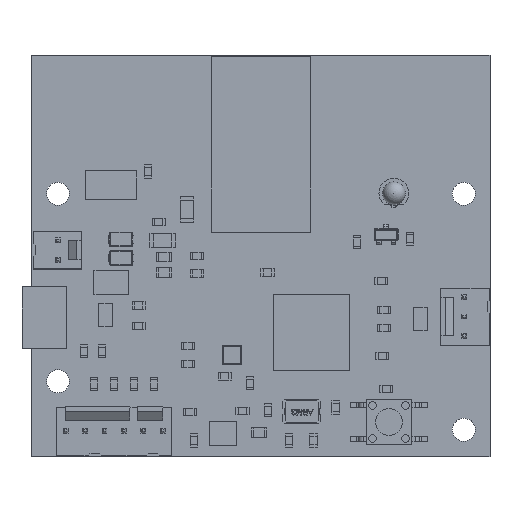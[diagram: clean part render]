
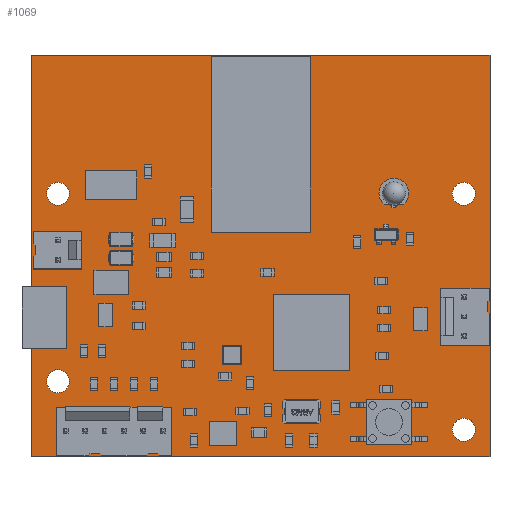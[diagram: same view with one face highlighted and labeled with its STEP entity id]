
A CAD part, top view. The second image highlights one B-rep face of the part: STEP entity #1069.
In plain terms, the highlighted planar face has unit normal (0, 0, 1).
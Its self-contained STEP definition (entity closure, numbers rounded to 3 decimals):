
#328 = VERTEX_POINT('',#329);
#329 = CARTESIAN_POINT('',(0.,0.,0.411));
#335 = EDGE_CURVE('',#328,#336,#338,.T.);
#336 = VERTEX_POINT('',#337);
#337 = CARTESIAN_POINT('',(59.944,0.,0.411));
#338 = LINE('',#339,#340);
#339 = CARTESIAN_POINT('',(0.,0.,0.411));
#340 = VECTOR('',#341,1.);
#341 = DIRECTION('',(1.,0.,0.));
#366 = EDGE_CURVE('',#336,#367,#369,.T.);
#367 = VERTEX_POINT('',#368);
#368 = CARTESIAN_POINT('',(59.944,52.578,0.411));
#369 = LINE('',#370,#371);
#370 = CARTESIAN_POINT('',(59.944,0.,0.411));
#371 = VECTOR('',#372,1.);
#372 = DIRECTION('',(0.,1.,0.));
#397 = EDGE_CURVE('',#367,#398,#400,.T.);
#398 = VERTEX_POINT('',#399);
#399 = CARTESIAN_POINT('',(0.,52.578,0.411));
#400 = LINE('',#401,#402);
#401 = CARTESIAN_POINT('',(59.944,52.578,0.411));
#402 = VECTOR('',#403,1.);
#403 = DIRECTION('',(-1.,0.,0.));
#428 = EDGE_CURVE('',#398,#328,#429,.T.);
#429 = LINE('',#430,#431);
#430 = CARTESIAN_POINT('',(0.,52.578,0.411));
#431 = VECTOR('',#432,1.);
#432 = DIRECTION('',(0.,-1.,0.));
#452 = VERTEX_POINT('',#453);
#453 = CARTESIAN_POINT('',(7.495,3.429,0.411));
#459 = EDGE_CURVE('',#452,#452,#460,.T.);
#460 = CIRCLE('',#461,0.51);
#461 = AXIS2_PLACEMENT_3D('',#462,#463,#464);
#462 = CARTESIAN_POINT('',(6.985,3.429,0.411));
#463 = DIRECTION('',(0.,0.,1.));
#464 = DIRECTION('',(1.,0.,0.));
#485 = VERTEX_POINT('',#486);
#486 = CARTESIAN_POINT('',(4.955,3.429,0.411));
#492 = EDGE_CURVE('',#485,#485,#493,.T.);
#493 = CIRCLE('',#494,0.51);
#494 = AXIS2_PLACEMENT_3D('',#495,#496,#497);
#495 = CARTESIAN_POINT('',(4.445,3.429,0.411));
#496 = DIRECTION('',(0.,0.,1.));
#497 = DIRECTION('',(1.,0.,0.));
#518 = VERTEX_POINT('',#519);
#519 = CARTESIAN_POINT('',(12.575,3.429,0.411));
#525 = EDGE_CURVE('',#518,#518,#526,.T.);
#526 = CIRCLE('',#527,0.51);
#527 = AXIS2_PLACEMENT_3D('',#528,#529,#530);
#528 = CARTESIAN_POINT('',(12.065,3.429,0.411));
#529 = DIRECTION('',(0.,0.,1.));
#530 = DIRECTION('',(1.,0.,0.));
#551 = VERTEX_POINT('',#552);
#552 = CARTESIAN_POINT('',(10.035,3.429,0.411));
#558 = EDGE_CURVE('',#551,#551,#559,.T.);
#559 = CIRCLE('',#560,0.51);
#560 = AXIS2_PLACEMENT_3D('',#561,#562,#563);
#561 = CARTESIAN_POINT('',(9.525,3.429,0.411));
#562 = DIRECTION('',(0.,0.,1.));
#563 = DIRECTION('',(1.,0.,0.));
#584 = VERTEX_POINT('',#585);
#585 = CARTESIAN_POINT('',(3.939,25.781,0.411));
#591 = EDGE_CURVE('',#584,#584,#592,.T.);
#592 = CIRCLE('',#593,0.51);
#593 = AXIS2_PLACEMENT_3D('',#594,#595,#596);
#594 = CARTESIAN_POINT('',(3.429,25.781,0.411));
#595 = DIRECTION('',(0.,0.,1.));
#596 = DIRECTION('',(1.,0.,0.));
#617 = VERTEX_POINT('',#618);
#618 = CARTESIAN_POINT('',(3.939,28.321,0.411));
#624 = EDGE_CURVE('',#617,#617,#625,.T.);
#625 = CIRCLE('',#626,0.51);
#626 = AXIS2_PLACEMENT_3D('',#627,#628,#629);
#627 = CARTESIAN_POINT('',(3.429,28.321,0.411));
#628 = DIRECTION('',(0.,0.,1.));
#629 = DIRECTION('',(1.,0.,0.));
#650 = VERTEX_POINT('',#651);
#651 = CARTESIAN_POINT('',(4.929,9.906,0.411));
#657 = EDGE_CURVE('',#650,#650,#658,.T.);
#658 = CIRCLE('',#659,1.5);
#659 = AXIS2_PLACEMENT_3D('',#660,#661,#662);
#660 = CARTESIAN_POINT('',(3.429,9.906,0.411));
#661 = DIRECTION('',(0.,0.,1.));
#662 = DIRECTION('',(1.,0.,0.));
#683 = VERTEX_POINT('',#684);
#684 = CARTESIAN_POINT('',(4.929,34.417,0.411));
#690 = EDGE_CURVE('',#683,#683,#691,.T.);
#691 = CIRCLE('',#692,1.5);
#692 = AXIS2_PLACEMENT_3D('',#693,#694,#695);
#693 = CARTESIAN_POINT('',(3.429,34.417,0.411));
#694 = DIRECTION('',(0.,0.,1.));
#695 = DIRECTION('',(1.,0.,0.));
#716 = VERTEX_POINT('',#717);
#717 = CARTESIAN_POINT('',(17.655,3.429,0.411));
#723 = EDGE_CURVE('',#716,#716,#724,.T.);
#724 = CIRCLE('',#725,0.51);
#725 = AXIS2_PLACEMENT_3D('',#726,#727,#728);
#726 = CARTESIAN_POINT('',(17.145,3.429,0.411));
#727 = DIRECTION('',(0.,0.,1.));
#728 = DIRECTION('',(1.,0.,0.));
#749 = VERTEX_POINT('',#750);
#750 = CARTESIAN_POINT('',(15.115,3.429,0.411));
#756 = EDGE_CURVE('',#749,#749,#757,.T.);
#757 = CIRCLE('',#758,0.51);
#758 = AXIS2_PLACEMENT_3D('',#759,#760,#761);
#759 = CARTESIAN_POINT('',(14.605,3.429,0.411));
#760 = DIRECTION('',(0.,0.,1.));
#761 = DIRECTION('',(1.,0.,0.));
#782 = VERTEX_POINT('',#783);
#783 = CARTESIAN_POINT('',(58.015,3.557,0.411));
#789 = EDGE_CURVE('',#782,#782,#790,.T.);
#790 = CIRCLE('',#791,1.5);
#791 = AXIS2_PLACEMENT_3D('',#792,#793,#794);
#792 = CARTESIAN_POINT('',(56.515,3.557,0.411));
#793 = DIRECTION('',(0.,0.,1.));
#794 = DIRECTION('',(1.,0.,0.));
#815 = VERTEX_POINT('',#816);
#816 = CARTESIAN_POINT('',(57.115,15.823,0.411));
#822 = EDGE_CURVE('',#815,#815,#823,.T.);
#823 = CIRCLE('',#824,0.525);
#824 = AXIS2_PLACEMENT_3D('',#825,#826,#827);
#825 = CARTESIAN_POINT('',(56.59,15.823,0.411));
#826 = DIRECTION('',(0.,0.,1.));
#827 = DIRECTION('',(1.,0.,0.));
#848 = VERTEX_POINT('',#849);
#849 = CARTESIAN_POINT('',(47.871,33.205,0.411));
#855 = EDGE_CURVE('',#848,#848,#856,.T.);
#856 = CIRCLE('',#857,0.5);
#857 = AXIS2_PLACEMENT_3D('',#858,#859,#860);
#858 = CARTESIAN_POINT('',(47.371,33.205,0.411));
#859 = DIRECTION('',(0.,0.,1.));
#860 = DIRECTION('',(1.,0.,0.));
#881 = VERTEX_POINT('',#882);
#882 = CARTESIAN_POINT('',(47.871,35.745,0.411));
#888 = EDGE_CURVE('',#881,#881,#889,.T.);
#889 = CIRCLE('',#890,0.5);
#890 = AXIS2_PLACEMENT_3D('',#891,#892,#893);
#891 = CARTESIAN_POINT('',(47.371,35.745,0.411));
#892 = DIRECTION('',(0.,0.,1.));
#893 = DIRECTION('',(1.,0.,0.));
#914 = VERTEX_POINT('',#915);
#915 = CARTESIAN_POINT('',(57.115,18.363,0.411));
#921 = EDGE_CURVE('',#914,#914,#922,.T.);
#922 = CIRCLE('',#923,0.525);
#923 = AXIS2_PLACEMENT_3D('',#924,#925,#926);
#924 = CARTESIAN_POINT('',(56.59,18.363,0.411));
#925 = DIRECTION('',(0.,0.,1.));
#926 = DIRECTION('',(1.,0.,0.));
#947 = VERTEX_POINT('',#948);
#948 = CARTESIAN_POINT('',(58.015,34.417,0.411));
#954 = EDGE_CURVE('',#947,#947,#955,.T.);
#955 = CIRCLE('',#956,1.5);
#956 = AXIS2_PLACEMENT_3D('',#957,#958,#959);
#957 = CARTESIAN_POINT('',(56.515,34.417,0.411));
#958 = DIRECTION('',(0.,0.,1.));
#959 = DIRECTION('',(1.,0.,0.));
#980 = VERTEX_POINT('',#981);
#981 = CARTESIAN_POINT('',(57.115,20.903,0.411));
#987 = EDGE_CURVE('',#980,#980,#988,.T.);
#988 = CIRCLE('',#989,0.525);
#989 = AXIS2_PLACEMENT_3D('',#990,#991,#992);
#990 = CARTESIAN_POINT('',(56.59,20.903,0.411));
#991 = DIRECTION('',(0.,0.,1.));
#992 = DIRECTION('',(1.,0.,0.));
#1069 = ADVANCED_FACE('',(#1070,#1076,#1079,#1082,#1085,#1088,#1091,
    #1094,#1097,#1100,#1103,#1106,#1109,#1112,#1115,#1118,#1121,#1124),
  #1127,.F.);
#1070 = FACE_BOUND('',#1071,.T.);
#1071 = EDGE_LOOP('',(#1072,#1073,#1074,#1075));
#1072 = ORIENTED_EDGE('',*,*,#335,.T.);
#1073 = ORIENTED_EDGE('',*,*,#366,.T.);
#1074 = ORIENTED_EDGE('',*,*,#397,.T.);
#1075 = ORIENTED_EDGE('',*,*,#428,.T.);
#1076 = FACE_BOUND('',#1077,.F.);
#1077 = EDGE_LOOP('',(#1078));
#1078 = ORIENTED_EDGE('',*,*,#459,.T.);
#1079 = FACE_BOUND('',#1080,.F.);
#1080 = EDGE_LOOP('',(#1081));
#1081 = ORIENTED_EDGE('',*,*,#492,.T.);
#1082 = FACE_BOUND('',#1083,.F.);
#1083 = EDGE_LOOP('',(#1084));
#1084 = ORIENTED_EDGE('',*,*,#525,.T.);
#1085 = FACE_BOUND('',#1086,.F.);
#1086 = EDGE_LOOP('',(#1087));
#1087 = ORIENTED_EDGE('',*,*,#558,.T.);
#1088 = FACE_BOUND('',#1089,.F.);
#1089 = EDGE_LOOP('',(#1090));
#1090 = ORIENTED_EDGE('',*,*,#591,.T.);
#1091 = FACE_BOUND('',#1092,.F.);
#1092 = EDGE_LOOP('',(#1093));
#1093 = ORIENTED_EDGE('',*,*,#624,.T.);
#1094 = FACE_BOUND('',#1095,.F.);
#1095 = EDGE_LOOP('',(#1096));
#1096 = ORIENTED_EDGE('',*,*,#657,.T.);
#1097 = FACE_BOUND('',#1098,.F.);
#1098 = EDGE_LOOP('',(#1099));
#1099 = ORIENTED_EDGE('',*,*,#690,.T.);
#1100 = FACE_BOUND('',#1101,.F.);
#1101 = EDGE_LOOP('',(#1102));
#1102 = ORIENTED_EDGE('',*,*,#723,.T.);
#1103 = FACE_BOUND('',#1104,.F.);
#1104 = EDGE_LOOP('',(#1105));
#1105 = ORIENTED_EDGE('',*,*,#756,.T.);
#1106 = FACE_BOUND('',#1107,.F.);
#1107 = EDGE_LOOP('',(#1108));
#1108 = ORIENTED_EDGE('',*,*,#789,.T.);
#1109 = FACE_BOUND('',#1110,.F.);
#1110 = EDGE_LOOP('',(#1111));
#1111 = ORIENTED_EDGE('',*,*,#822,.T.);
#1112 = FACE_BOUND('',#1113,.F.);
#1113 = EDGE_LOOP('',(#1114));
#1114 = ORIENTED_EDGE('',*,*,#855,.T.);
#1115 = FACE_BOUND('',#1116,.F.);
#1116 = EDGE_LOOP('',(#1117));
#1117 = ORIENTED_EDGE('',*,*,#888,.T.);
#1118 = FACE_BOUND('',#1119,.F.);
#1119 = EDGE_LOOP('',(#1120));
#1120 = ORIENTED_EDGE('',*,*,#921,.T.);
#1121 = FACE_BOUND('',#1122,.F.);
#1122 = EDGE_LOOP('',(#1123));
#1123 = ORIENTED_EDGE('',*,*,#954,.T.);
#1124 = FACE_BOUND('',#1125,.F.);
#1125 = EDGE_LOOP('',(#1126));
#1126 = ORIENTED_EDGE('',*,*,#987,.T.);
#1127 = PLANE('',#1128);
#1128 = AXIS2_PLACEMENT_3D('',#1129,#1130,#1131);
#1129 = CARTESIAN_POINT('',(0.,0.,0.411));
#1130 = DIRECTION('',(0.,0.,-1.));
#1131 = DIRECTION('',(-1.,0.,0.));
